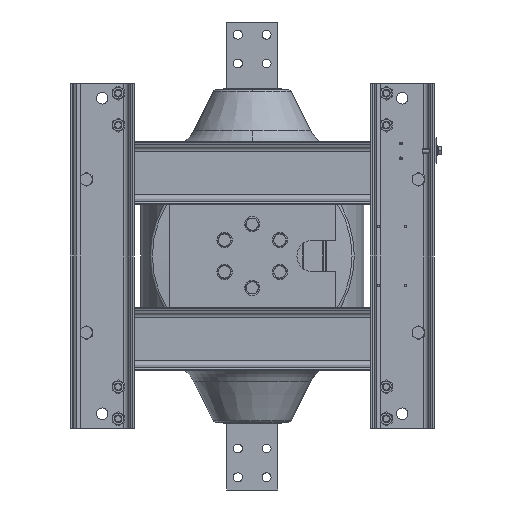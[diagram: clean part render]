
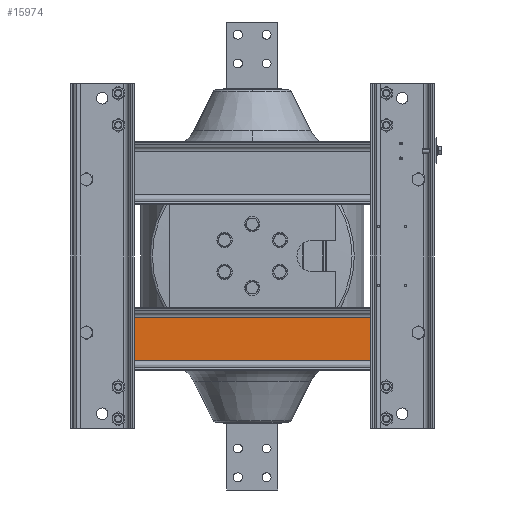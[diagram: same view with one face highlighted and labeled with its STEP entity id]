
A CAD part, front view. The second image highlights one B-rep face of the part: STEP entity #15974.
In plain terms, the highlighted planar face has unit normal (0, -1, 0).
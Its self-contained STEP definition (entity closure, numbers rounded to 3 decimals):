
#4815 = CARTESIAN_POINT ( 'NONE',  ( 185., -14.5, -96.01 ) ) ;
#4826 = CARTESIAN_POINT ( 'NONE',  ( -185., -14.5, -96.01 ) ) ;
#4890 = CARTESIAN_POINT ( 'NONE',  ( 185., -14.5, -163.99 ) ) ;
#4938 = CARTESIAN_POINT ( 'NONE',  ( -185., -14.5, -163.99 ) ) ;
#15974 = ADVANCED_FACE ( 'NONE', ( #24203 ), #79446, .F. ) ;
#24203 = FACE_OUTER_BOUND ( 'NONE', #73468, .T. ) ;
#31953 = ORIENTED_EDGE ( 'NONE', *, *, #66415, .T. ) ;
#31963 = ORIENTED_EDGE ( 'NONE', *, *, #66326, .F. ) ;
#31978 = ORIENTED_EDGE ( 'NONE', *, *, #66458, .T. ) ;
#32009 = ORIENTED_EDGE ( 'NONE', *, *, #66263, .F. ) ;
#40587 = VERTEX_POINT ( 'NONE', #4815 ) ;
#40634 = VERTEX_POINT ( 'NONE', #4826 ) ;
#40739 = VERTEX_POINT ( 'NONE', #4890 ) ;
#40819 = VERTEX_POINT ( 'NONE', #4938 ) ;
#43533 = AXIS2_PLACEMENT_3D ( 'NONE', #79465, #79462, #79436 ) ;
#52376 = LINE ( 'NONE', #55950, #52410 ) ;
#52410 = VECTOR ( 'NONE', #55969, 1000. ) ;
#52491 = VECTOR ( 'NONE', #56195, 1000. ) ;
#52509 = LINE ( 'NONE', #56108, #52491 ) ;
#52606 = LINE ( 'NONE', #56288, #52611 ) ;
#52611 = VECTOR ( 'NONE', #56343, 1000. ) ;
#52651 = VECTOR ( 'NONE', #56402, 1000. ) ;
#52665 = LINE ( 'NONE', #56366, #52651 ) ;
#55950 = CARTESIAN_POINT ( 'NONE',  ( 185., -14.5, -96.01 ) ) ;
#55969 = DIRECTION ( 'NONE',  ( 0., 0., -1. ) ) ;
#56108 = CARTESIAN_POINT ( 'NONE',  ( 185., -14.5, -163.99 ) ) ;
#56195 = DIRECTION ( 'NONE',  ( -1., 0., 0. ) ) ;
#56288 = CARTESIAN_POINT ( 'NONE',  ( -185., -14.5, -96.01 ) ) ;
#56343 = DIRECTION ( 'NONE',  ( 0., 0., -1. ) ) ;
#56366 = CARTESIAN_POINT ( 'NONE',  ( 185., -14.5, -96.01 ) ) ;
#56402 = DIRECTION ( 'NONE',  ( -1., 0., 0. ) ) ;
#66263 = EDGE_CURVE ( 'NONE', #40587, #40739, #52376, .T. ) ;
#66326 = EDGE_CURVE ( 'NONE', #40739, #40819, #52509, .T. ) ;
#66415 = EDGE_CURVE ( 'NONE', #40634, #40819, #52606, .T. ) ;
#66458 = EDGE_CURVE ( 'NONE', #40587, #40634, #52665, .T. ) ;
#73468 = EDGE_LOOP ( 'NONE', ( #31953, #31963, #32009, #31978 ) ) ;
#79436 = DIRECTION ( 'NONE',  ( 1., 0., 0. ) ) ;
#79446 = PLANE ( 'NONE',  #43533 ) ;
#79462 = DIRECTION ( 'NONE',  ( 0., 1., 0. ) ) ;
#79465 = CARTESIAN_POINT ( 'NONE',  ( 185., -14.5, -96.01 ) ) ;
